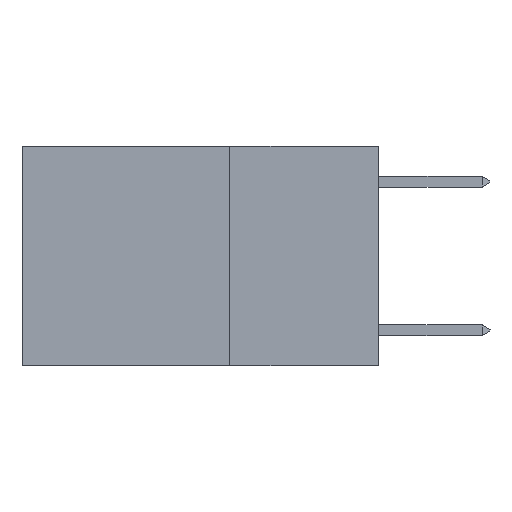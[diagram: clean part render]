
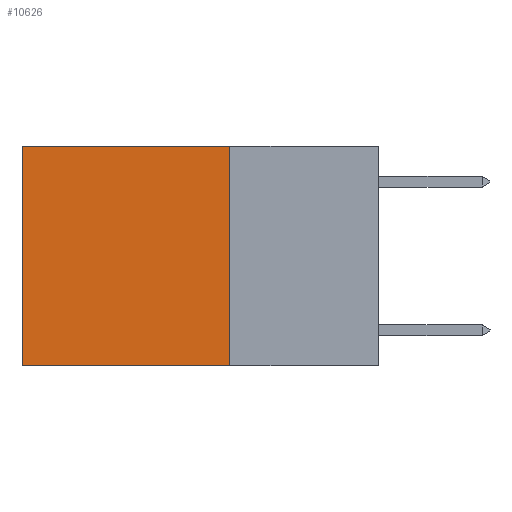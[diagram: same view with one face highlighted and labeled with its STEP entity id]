
A CAD part, left-side view. The second image highlights one B-rep face of the part: STEP entity #10626.
In plain terms, the highlighted planar face has unit normal (-1, 0, 0).
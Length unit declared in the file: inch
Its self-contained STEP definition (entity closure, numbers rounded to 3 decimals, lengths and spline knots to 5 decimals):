
#109 = VERTEX_POINT ( 'NONE', #5389 ) ;
#283 = DIRECTION ( 'NONE',  ( 0., 0., -1. ) ) ;
#337 = ORIENTED_EDGE ( 'NONE', *, *, #4859, .T. ) ;
#888 = CARTESIAN_POINT ( 'NONE',  ( 0.2625, 0.25, 0. ) ) ;
#993 = VECTOR ( 'NONE', #8818, 39.37008 ) ;
#2114 = CARTESIAN_POINT ( 'NONE',  ( 0.2625, 0.6, 0. ) ) ;
#2250 = EDGE_LOOP ( 'NONE', ( #9652, #5997, #5508, #337 ) ) ;
#2417 = VERTEX_POINT ( 'NONE', #4548 ) ;
#2533 = EDGE_CURVE ( 'NONE', #6759, #3560, #7253, .T. ) ;
#2864 = DIRECTION ( 'NONE',  ( 0., 1., 0. ) ) ;
#3009 = CARTESIAN_POINT ( 'NONE',  ( 0.2625, 0.25, -0.37 ) ) ;
#3028 = CARTESIAN_POINT ( 'NONE',  ( 0.2625, 0.25, -0.37 ) ) ;
#3284 = PLANE ( 'NONE',  #6402 ) ;
#3560 = VERTEX_POINT ( 'NONE', #5350 ) ;
#4023 = VECTOR ( 'NONE', #6063, 39.37008 ) ;
#4134 = DIRECTION ( 'NONE',  ( 1., 0., 0. ) ) ;
#4357 = LINE ( 'NONE', #7835, #10891 ) ;
#4548 = CARTESIAN_POINT ( 'NONE',  ( 0.2625, 0.6, 0. ) ) ;
#4859 = EDGE_CURVE ( 'NONE', #109, #2417, #4357, .T. ) ;
#5350 = CARTESIAN_POINT ( 'NONE',  ( 0.2625, 0.6, -0.37 ) ) ;
#5389 = CARTESIAN_POINT ( 'NONE',  ( 0.2625, 0.25, 0. ) ) ;
#5508 = ORIENTED_EDGE ( 'NONE', *, *, #8139, .F. ) ;
#5997 = ORIENTED_EDGE ( 'NONE', *, *, #2533, .F. ) ;
#6063 = DIRECTION ( 'NONE',  ( 0., 0., -1. ) ) ;
#6402 = AXIS2_PLACEMENT_3D ( 'NONE', #6590, #4134, #9902 ) ;
#6503 = LINE ( 'NONE', #2114, #8679 ) ;
#6590 = CARTESIAN_POINT ( 'NONE',  ( 0.2625, 0.25, 0. ) ) ;
#6759 = VERTEX_POINT ( 'NONE', #3009 ) ;
#7253 = LINE ( 'NONE', #3028, #993 ) ;
#7670 = EDGE_CURVE ( 'NONE', #2417, #3560, #6503, .T. ) ;
#7835 = CARTESIAN_POINT ( 'NONE',  ( 0.2625, 0.25, 0. ) ) ;
#8139 = EDGE_CURVE ( 'NONE', #109, #6759, #10575, .T. ) ;
#8679 = VECTOR ( 'NONE', #283, 39.37008 ) ;
#8818 = DIRECTION ( 'NONE',  ( 0., 1., 0. ) ) ;
#9652 = ORIENTED_EDGE ( 'NONE', *, *, #7670, .T. ) ;
#9902 = DIRECTION ( 'NONE',  ( 0., 0., -1. ) ) ;
#10529 = FACE_OUTER_BOUND ( 'NONE', #2250, .T. ) ;
#10575 = LINE ( 'NONE', #888, #4023 ) ;
#10626 = ADVANCED_FACE ( 'NONE', ( #10529 ), #3284, .F. ) ;
#10891 = VECTOR ( 'NONE', #2864, 39.37008 ) ;
